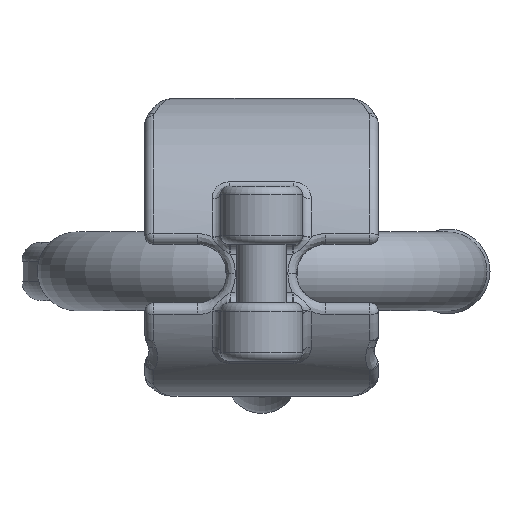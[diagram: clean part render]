
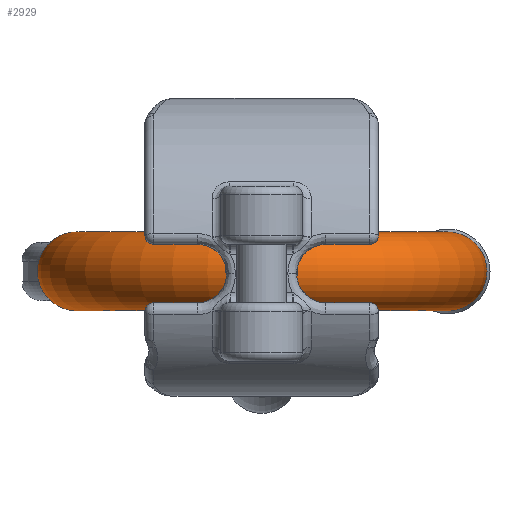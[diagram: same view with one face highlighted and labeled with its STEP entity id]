
A CAD part, front view. The second image highlights one B-rep face of the part: STEP entity #2929.
In plain terms, the highlighted toroidal (fillet/blend) face has major radius 63.5 mm and minor radius 13.5 mm.
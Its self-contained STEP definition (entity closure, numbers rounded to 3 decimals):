
#174=TOROIDAL_SURFACE('',#8848,63.5,13.5);
#2929=ADVANCED_FACE('',(#3080,#3081),#174,.T.);
#3080=FACE_BOUND('',#3588,.T.);
#3081=FACE_BOUND('',#3589,.T.);
#3588=EDGE_LOOP('',(#5924));
#3589=EDGE_LOOP('',(#5925));
#5924=ORIENTED_EDGE('',*,*,#7902,.F.);
#5925=ORIENTED_EDGE('',*,*,#7901,.T.);
#6723=VERTEX_POINT('',#17871);
#6724=VERTEX_POINT('',#17874);
#7901=EDGE_CURVE('',#6723,#6723,#8187,.T.);
#7902=EDGE_CURVE('',#6724,#6724,#8188,.T.);
#8187=CIRCLE('',#8839,13.5);
#8188=CIRCLE('',#8841,13.5);
#8839=AXIS2_PLACEMENT_3D('',#17870,#10649,#10650);
#8841=AXIS2_PLACEMENT_3D('',#17873,#10653,#10654);
#8848=AXIS2_PLACEMENT_3D('',#17884,#10667,#10668);
#10649=DIRECTION('',(0.,-1.,0.));
#10650=DIRECTION('',(1.,0.,0.));
#10653=DIRECTION('',(0.,1.,0.));
#10654=DIRECTION('',(-1.,0.,0.));
#10667=DIRECTION('',(0.,0.,-1.));
#10668=DIRECTION('',(-1.,0.,0.));
#17870=CARTESIAN_POINT('',(-63.5,-40.,0.));
#17871=CARTESIAN_POINT('',(-50.,-40.,0.));
#17873=CARTESIAN_POINT('',(63.5,-40.,0.));
#17874=CARTESIAN_POINT('',(50.,-40.,0.));
#17884=CARTESIAN_POINT('',(0.,-40.,0.));
